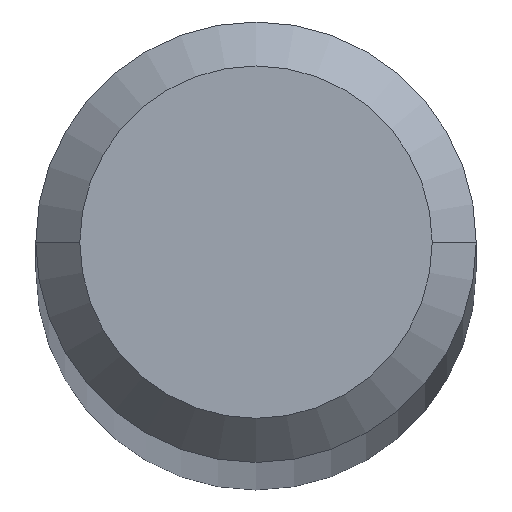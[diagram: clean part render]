
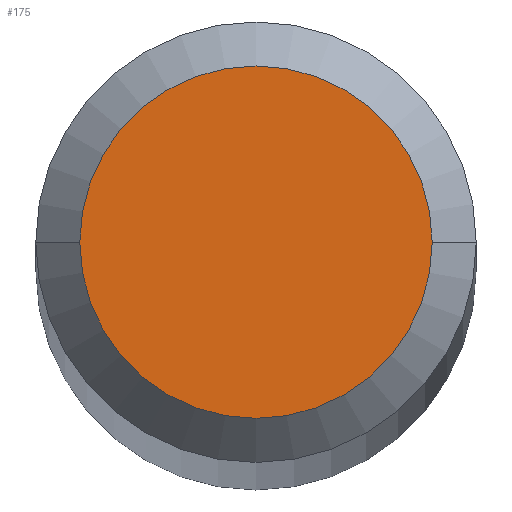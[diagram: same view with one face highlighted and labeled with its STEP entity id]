
A CAD part, top view. The second image highlights one B-rep face of the part: STEP entity #175.
In plain terms, the highlighted planar face has unit normal (0, 0, 1).
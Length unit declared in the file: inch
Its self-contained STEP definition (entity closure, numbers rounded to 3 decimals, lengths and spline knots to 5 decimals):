
#14 = AXIS2_PLACEMENT_3D ( 'NONE', #130, #76, #47 ) ;
#27 = CARTESIAN_POINT ( 'NONE',  ( 0.1, 0., 4.5 ) ) ;
#47 = DIRECTION ( 'NONE',  ( 1., 0., 0. ) ) ;
#48 = FACE_OUTER_BOUND ( 'NONE', #84, .T. ) ;
#49 = EDGE_CURVE ( 'NONE', #275, #236, #237, .T. ) ;
#51 = PLANE ( 'NONE',  #55 ) ;
#55 = AXIS2_PLACEMENT_3D ( 'NONE', #220, #222, #99 ) ;
#69 = EDGE_CURVE ( 'NONE', #236, #275, #73, .T. ) ;
#73 = CIRCLE ( 'NONE', #14, 0.1 ) ;
#76 = DIRECTION ( 'NONE',  ( 0., 0., 1. ) ) ;
#84 = EDGE_LOOP ( 'NONE', ( #116, #194 ) ) ;
#93 = AXIS2_PLACEMENT_3D ( 'NONE', #265, #225, #140 ) ;
#99 = DIRECTION ( 'NONE',  ( 1., 0., 0. ) ) ;
#116 = ORIENTED_EDGE ( 'NONE', *, *, #49, .T. ) ;
#130 = CARTESIAN_POINT ( 'NONE',  ( 0., 0., 4.5 ) ) ;
#140 = DIRECTION ( 'NONE',  ( 1., 0., 0. ) ) ;
#175 = ADVANCED_FACE ( 'NONE', ( #48 ), #51, .T. ) ;
#194 = ORIENTED_EDGE ( 'NONE', *, *, #69, .T. ) ;
#202 = CARTESIAN_POINT ( 'NONE',  ( -0.1, 0., 4.5 ) ) ;
#220 = CARTESIAN_POINT ( 'NONE',  ( 0., 0., 4.5 ) ) ;
#222 = DIRECTION ( 'NONE',  ( 0., 0., 1. ) ) ;
#225 = DIRECTION ( 'NONE',  ( 0., 0., 1. ) ) ;
#236 = VERTEX_POINT ( 'NONE', #27 ) ;
#237 = CIRCLE ( 'NONE', #93, 0.1 ) ;
#265 = CARTESIAN_POINT ( 'NONE',  ( 0., 0., 4.5 ) ) ;
#275 = VERTEX_POINT ( 'NONE', #202 ) ;
